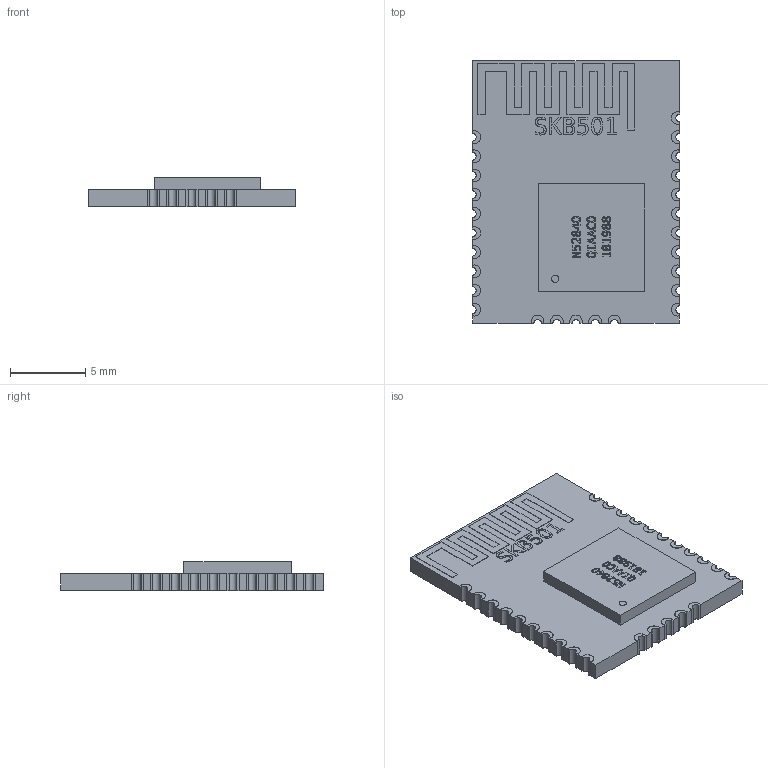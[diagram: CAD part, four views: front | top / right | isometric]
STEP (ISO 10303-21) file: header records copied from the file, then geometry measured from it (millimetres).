
FILE_DESCRIPTION(('FreeCAD Model'),'2;1');
FILE_NAME('SKB501.step','2019-07-18T00:36:28',('kicad StepUp'),('ksu MCAD'), 'Open CASCADE STEP processor 7.3','FreeCAD','Unknown');
FILE_SCHEMA(('AUTOMOTIVE_DESIGN { 1 0 10303 214 1 1 1 1 }'));
Length unit declared in the file: millimetre
Products named in the file (1): SKB501
Bounding box: 13.72 x 17.41 x 1.94 mm (x, y, z)
Volume: 301.1 mm3; surface area: 728.6 mm2
Topology: 28 solids, 28 shells, 911 faces, 2513 edges, 1658 vertices
Faces by surface type: plane 529, extrusion 330, cylinder 52
Entity records: 35668 total; most frequent: CARTESIAN_POINT 7063, ORIENTED_EDGE 5026, DIRECTION 3633, EDGE_CURVE 2513, VECTOR 1897, VERTEX_POINT 1658, LINE 1567, B_SPLINE_CURVE_WITH_KNOTS 990
